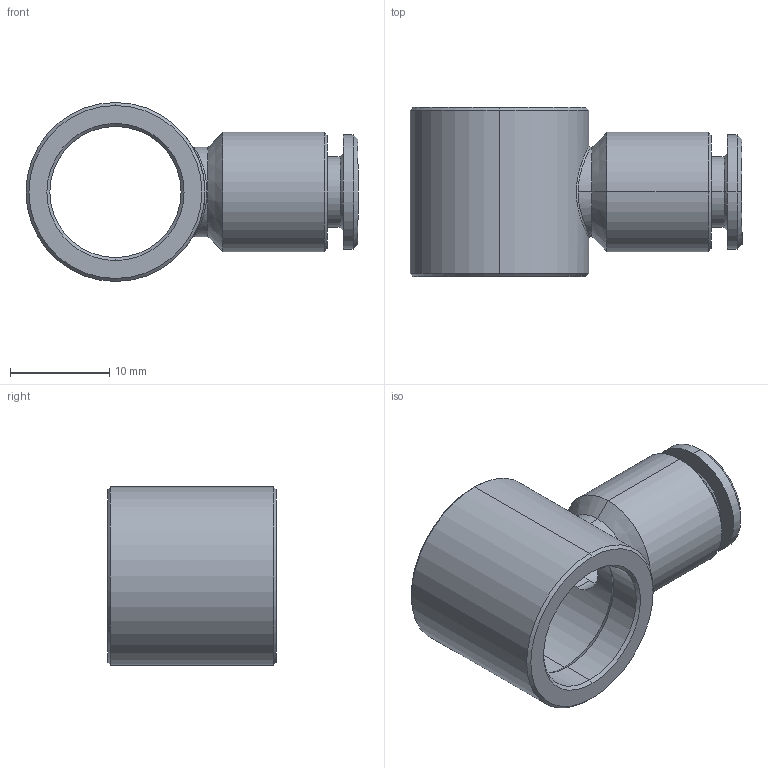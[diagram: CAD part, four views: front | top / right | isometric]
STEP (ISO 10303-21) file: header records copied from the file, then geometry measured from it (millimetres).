
FILE_DESCRIPTION (( 'STEP AP203' ), '1' );
FILE_NAME ('B0180032.STEP', '2011-04-18T09:50:55', ( '' ), ( 'sopra-pneumatic' ), 'SwSTEP 2.0', 'SolidWorks 2009', '' );
FILE_SCHEMA (( 'CONFIG_CONTROL_DESIGN' ));
Length unit declared in the file: millimetre
Products named in the file (1): B0180032
Bounding box: 33.4 x 17 x 18 mm (x, y, z)
Volume: 2946.3 mm3; surface area: 2915 mm2
Topology: 1 solids, 1 shells, 50 faces, 106 edges, 62 vertices
Faces by surface type: cone 22, cylinder 20, plane 6, bspline 2
Entity records: 2379 total; most frequent: CARTESIAN_POINT 1197, DIRECTION 252, ORIENTED_EDGE 212, EDGE_CURVE 106, AXIS2_PLACEMENT_3D 105, VERTEX_POINT 62, EDGE_LOOP 58, CIRCLE 56
